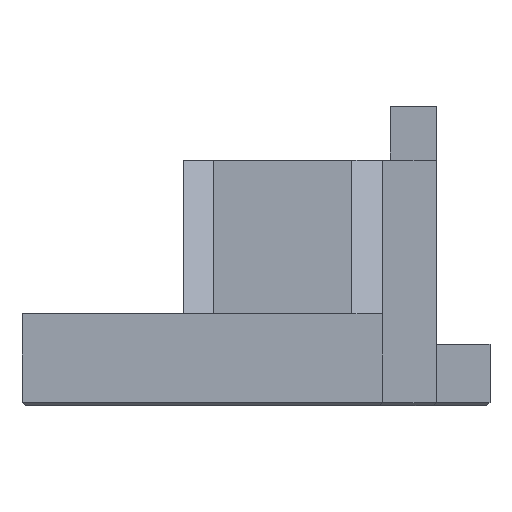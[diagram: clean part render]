
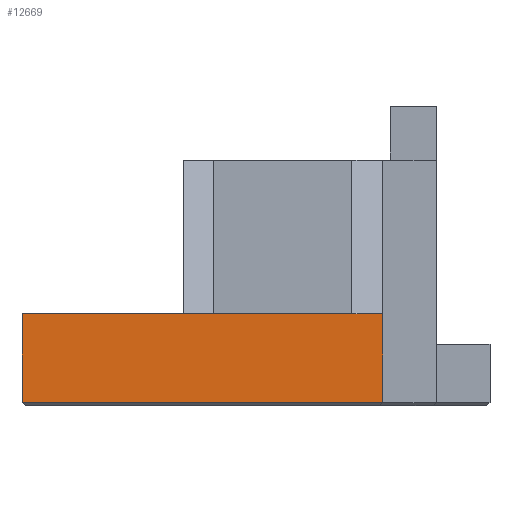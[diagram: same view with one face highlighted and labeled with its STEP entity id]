
A CAD part, left-side view. The second image highlights one B-rep face of the part: STEP entity #12669.
In plain terms, the highlighted planar face has unit normal (-1, 0, 0).
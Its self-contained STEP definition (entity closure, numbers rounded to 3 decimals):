
#78 = CARTESIAN_POINT ( 'NONE',  ( -58.95, 7., 0. ) ) ;
#175 = CARTESIAN_POINT ( 'NONE',  ( -58.95, 7., -1.8 ) ) ;
#196 = DIRECTION ( 'NONE',  ( 0., 0., 1. ) ) ;
#324 = VERTEX_POINT ( 'NONE', #175 ) ;
#384 = EDGE_CURVE ( 'NONE', #324, #2894, #4878, .T. ) ;
#1671 = DIRECTION ( 'NONE',  ( -1., 0., 0. ) ) ;
#1722 = CARTESIAN_POINT ( 'NONE',  ( -58.95, 30.5, 0. ) ) ;
#1946 = DIRECTION ( 'NONE',  ( 0., 1., 0. ) ) ;
#2894 = VERTEX_POINT ( 'NONE', #8053 ) ;
#3646 = EDGE_CURVE ( 'NONE', #16060, #15714, #11147, .T. ) ;
#3843 = VERTEX_POINT ( 'NONE', #3855 ) ;
#3855 = CARTESIAN_POINT ( 'NONE',  ( -58.95, 20., 4. ) ) ;
#3940 = CARTESIAN_POINT ( 'NONE',  ( -58.95, 9., 4. ) ) ;
#4025 = VECTOR ( 'NONE', #196, 1000. ) ;
#4296 = ORIENTED_EDGE ( 'NONE', *, *, #3646, .T. ) ;
#4683 = EDGE_LOOP ( 'NONE', ( #12717, #16854, #17216, #14907, #4296, #5850, #8702 ) ) ;
#4878 = LINE ( 'NONE', #78, #4025 ) ;
#5444 = DIRECTION ( 'NONE',  ( 0., 1., 0. ) ) ;
#5532 = CARTESIAN_POINT ( 'NONE',  ( -58.95, 7., 4. ) ) ;
#5850 = ORIENTED_EDGE ( 'NONE', *, *, #17923, .T. ) ;
#5964 = VECTOR ( 'NONE', #10938, 1000. ) ;
#5970 = LINE ( 'NONE', #17861, #5964 ) ;
#5971 = EDGE_CURVE ( 'NONE', #2894, #16060, #8929, .T. ) ;
#6204 = VECTOR ( 'NONE', #1946, 1000. ) ;
#6293 = VECTOR ( 'NONE', #5444, 1000. ) ;
#6403 = LINE ( 'NONE', #10352, #6204 ) ;
#6493 = VECTOR ( 'NONE', #8350, 1000. ) ;
#6801 = CARTESIAN_POINT ( 'NONE',  ( -58.95, 7., 4. ) ) ;
#6945 = VECTOR ( 'NONE', #15379, 1000. ) ;
#7100 = EDGE_CURVE ( 'NONE', #3843, #8041, #12722, .T. ) ;
#7494 = FACE_OUTER_BOUND ( 'NONE', #4683, .T. ) ;
#8041 = VERTEX_POINT ( 'NONE', #12373 ) ;
#8042 = CARTESIAN_POINT ( 'NONE',  ( -58.95, 30.5, -1.8 ) ) ;
#8053 = CARTESIAN_POINT ( 'NONE',  ( -58.95, 7., 4. ) ) ;
#8350 = DIRECTION ( 'NONE',  ( 0., 1., 0. ) ) ;
#8696 = DIRECTION ( 'NONE',  ( 0., 0., 1. ) ) ;
#8702 = ORIENTED_EDGE ( 'NONE', *, *, #7100, .T. ) ;
#8929 = LINE ( 'NONE', #6801, #6293 ) ;
#10078 = PLANE ( 'NONE',  #11997 ) ;
#10332 = CARTESIAN_POINT ( 'NONE',  ( -58.95, 18., 4. ) ) ;
#10352 = CARTESIAN_POINT ( 'NONE',  ( -58.95, 18., 4. ) ) ;
#10938 = DIRECTION ( 'NONE',  ( 0., -1., 0. ) ) ;
#11147 = LINE ( 'NONE', #15255, #6945 ) ;
#11516 = DIRECTION ( 'NONE',  ( 0., 0., 1. ) ) ;
#11997 = AXIS2_PLACEMENT_3D ( 'NONE', #15688, #1671, #11516 ) ;
#12373 = CARTESIAN_POINT ( 'NONE',  ( -58.95, 30.5, 4. ) ) ;
#12669 = ADVANCED_FACE ( 'NONE', ( #7494 ), #10078, .T. ) ;
#12717 = ORIENTED_EDGE ( 'NONE', *, *, #16603, .F. ) ;
#12722 = LINE ( 'NONE', #5532, #6493 ) ;
#12995 = EDGE_CURVE ( 'NONE', #15983, #324, #5970, .T. ) ;
#14907 = ORIENTED_EDGE ( 'NONE', *, *, #5971, .T. ) ;
#15255 = CARTESIAN_POINT ( 'NONE',  ( -58.95, 7., 4. ) ) ;
#15379 = DIRECTION ( 'NONE',  ( 0., 1., 0. ) ) ;
#15688 = CARTESIAN_POINT ( 'NONE',  ( -58.95, 7., 0. ) ) ;
#15714 = VERTEX_POINT ( 'NONE', #10332 ) ;
#15983 = VERTEX_POINT ( 'NONE', #8042 ) ;
#16060 = VERTEX_POINT ( 'NONE', #3940 ) ;
#16603 = EDGE_CURVE ( 'NONE', #15983, #8041, #16910, .T. ) ;
#16722 = VECTOR ( 'NONE', #8696, 1000. ) ;
#16854 = ORIENTED_EDGE ( 'NONE', *, *, #12995, .T. ) ;
#16910 = LINE ( 'NONE', #1722, #16722 ) ;
#17216 = ORIENTED_EDGE ( 'NONE', *, *, #384, .T. ) ;
#17861 = CARTESIAN_POINT ( 'NONE',  ( -58.95, 7., -1.8 ) ) ;
#17923 = EDGE_CURVE ( 'NONE', #15714, #3843, #6403, .T. ) ;
